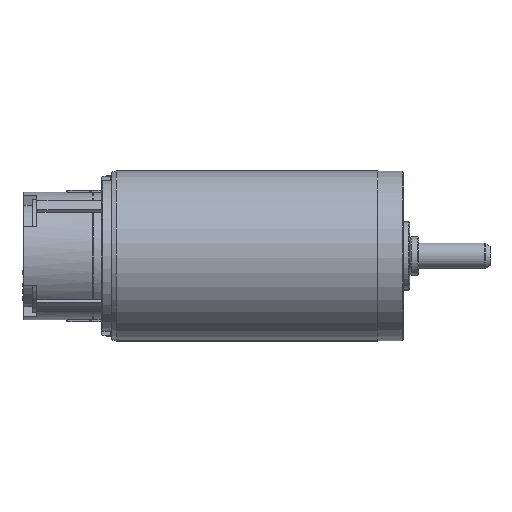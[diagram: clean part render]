
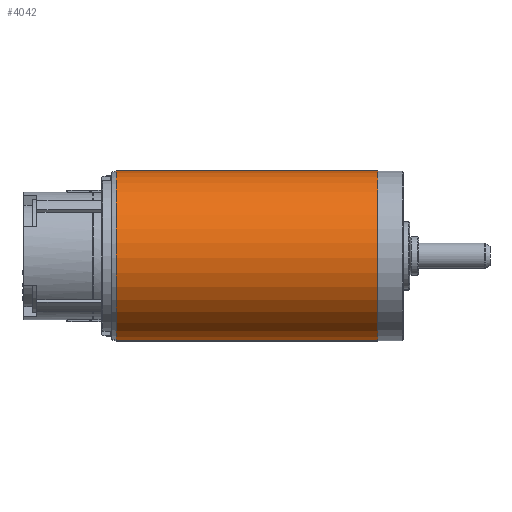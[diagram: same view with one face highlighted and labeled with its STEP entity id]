
A CAD part, front view. The second image highlights one B-rep face of the part: STEP entity #4042.
In plain terms, the highlighted cylindrical face has radius 20 mm (diameter 40 mm), a partial arc.
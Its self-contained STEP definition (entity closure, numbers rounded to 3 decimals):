
#58 = CARTESIAN_POINT ( 'NONE',  ( 67.45, 0., 20. ) ) ;
#100 = EDGE_CURVE ( 'NONE', #3744, #12113, #7378, .T. ) ;
#396 = ORIENTED_EDGE ( 'NONE', *, *, #7904, .T. ) ;
#1643 = AXIS2_PLACEMENT_3D ( 'NONE', #17326, #18983, #20878 ) ;
#3115 = EDGE_CURVE ( 'NONE', #13116, #12113, #19803, .T. ) ;
#3744 = VERTEX_POINT ( 'NONE', #16140 ) ;
#4042 = ADVANCED_FACE ( 'NONE', ( #5764 ), #8814, .T. ) ;
#4219 = CARTESIAN_POINT ( 'NONE',  ( 6., 0., -20. ) ) ;
#4301 = VECTOR ( 'NONE', #9211, 1000. ) ;
#4745 = EDGE_CURVE ( 'NONE', #3744, #15497, #15114, .T. ) ;
#5601 = DIRECTION ( 'NONE',  ( 0., 0., -1. ) ) ;
#5764 = FACE_OUTER_BOUND ( 'NONE', #10960, .T. ) ;
#6553 = AXIS2_PLACEMENT_3D ( 'NONE', #7271, #10379, #5601 ) ;
#6561 = CARTESIAN_POINT ( 'NONE',  ( -3.422, 0., -20. ) ) ;
#7271 = CARTESIAN_POINT ( 'NONE',  ( -3.422, 0., 0. ) ) ;
#7378 = LINE ( 'NONE', #15585, #4301 ) ;
#7658 = VECTOR ( 'NONE', #14787, 1000. ) ;
#7904 = EDGE_CURVE ( 'NONE', #15497, #13116, #13463, .T. ) ;
#8597 = CARTESIAN_POINT ( 'NONE',  ( 67.45, 0., -20. ) ) ;
#8814 = CYLINDRICAL_SURFACE ( 'NONE', #6553, 20. ) ;
#9211 = DIRECTION ( 'NONE',  ( 1., 0., 0. ) ) ;
#10379 = DIRECTION ( 'NONE',  ( 1., 0., 0. ) ) ;
#10782 = DIRECTION ( 'NONE',  ( 1., 0., 0. ) ) ;
#10960 = EDGE_LOOP ( 'NONE', ( #18905, #11449, #396, #17577 ) ) ;
#10987 = DIRECTION ( 'NONE',  ( 0., 0., -1. ) ) ;
#11449 = ORIENTED_EDGE ( 'NONE', *, *, #4745, .T. ) ;
#12113 = VERTEX_POINT ( 'NONE', #58 ) ;
#13116 = VERTEX_POINT ( 'NONE', #8597 ) ;
#13463 = LINE ( 'NONE', #6561, #7658 ) ;
#14787 = DIRECTION ( 'NONE',  ( 1., 0., 0. ) ) ;
#15114 = CIRCLE ( 'NONE', #18441, 20. ) ;
#15497 = VERTEX_POINT ( 'NONE', #4219 ) ;
#15585 = CARTESIAN_POINT ( 'NONE',  ( -3.422, 0., 20. ) ) ;
#16140 = CARTESIAN_POINT ( 'NONE',  ( 6., 0., 20. ) ) ;
#17326 = CARTESIAN_POINT ( 'NONE',  ( 67.45, 0., 0. ) ) ;
#17577 = ORIENTED_EDGE ( 'NONE', *, *, #3115, .T. ) ;
#18441 = AXIS2_PLACEMENT_3D ( 'NONE', #20524, #10782, #10987 ) ;
#18905 = ORIENTED_EDGE ( 'NONE', *, *, #100, .F. ) ;
#18983 = DIRECTION ( 'NONE',  ( -1., 0., 0. ) ) ;
#19803 = CIRCLE ( 'NONE', #1643, 20. ) ;
#20524 = CARTESIAN_POINT ( 'NONE',  ( 6., 0., 0. ) ) ;
#20878 = DIRECTION ( 'NONE',  ( 0., 0., -1. ) ) ;
